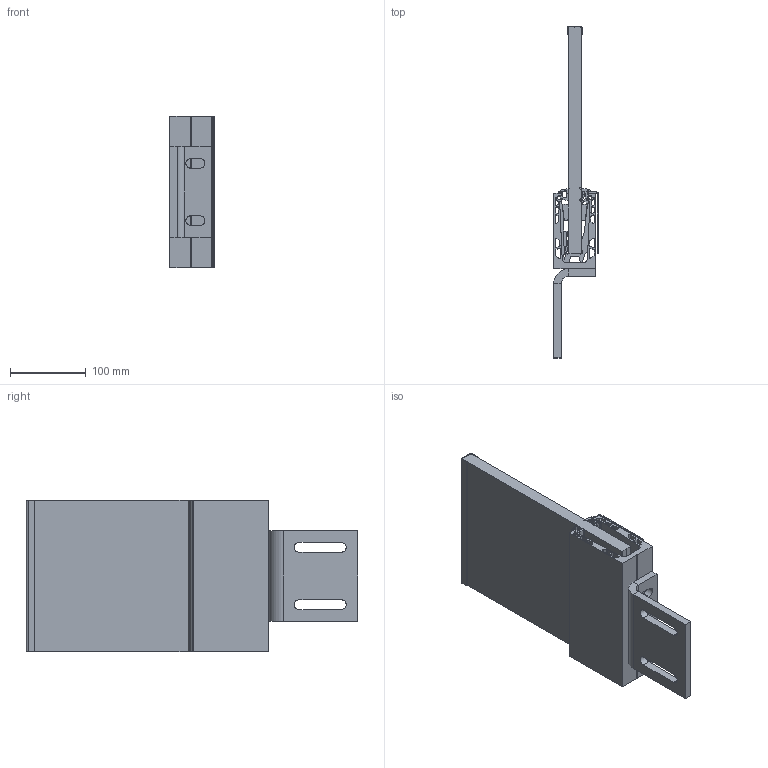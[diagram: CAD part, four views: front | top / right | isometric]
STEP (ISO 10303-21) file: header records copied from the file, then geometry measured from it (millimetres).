
FILE_DESCRIPTION (( 'STEP AP214' ), '1' );
FILE_NAME ('BG 56mm 16mm.step', '2020-06-19T06:32:27', ( '' ), ( '' ), 'SwSTEP 2.0', 'SolidWorks 2019', '' );
FILE_SCHEMA (( 'AUTOMOTIVE_DESIGN' ));
Length unit declared in the file: millimetre
Products named in the file (11): 137122_01; 137121_01; 137115_01; 137181_01; Ein-Blech_01; 137103_01; 137111_56mm 1000mm lang; Glas 16mm_01; BG 56mm 16mm; 137117_01; 137114_01
Assembly tree (11 placements, depth 2):
  BG 56mm 16mm
    137111_56mm 1000mm lang
    137117_01
    137114_01
    137115_01  x2
    Ein-Blech_01
    137121_01
    137122_01
    137181_01
    Glas 16mm_01
    137103_01
Bounding box: 59.2 x 439.25 x 200 mm (x, y, z)
Volume: 1725956.4 mm3; surface area: 504223.3 mm2
Topology: 11 solids, 11 shells, 673 faces, 1929 edges, 1278 vertices
Faces by surface type: plane 423, cylinder 250
Entity records: 20152 total; most frequent: CARTESIAN_POINT 3478, ORIENTED_EDGE 3444, DIRECTION 3378, EDGE_CURVE 1722, LINE 1298, VECTOR 1298, VERTEX_POINT 1140, AXIS2_PLACEMENT_3D 1040
